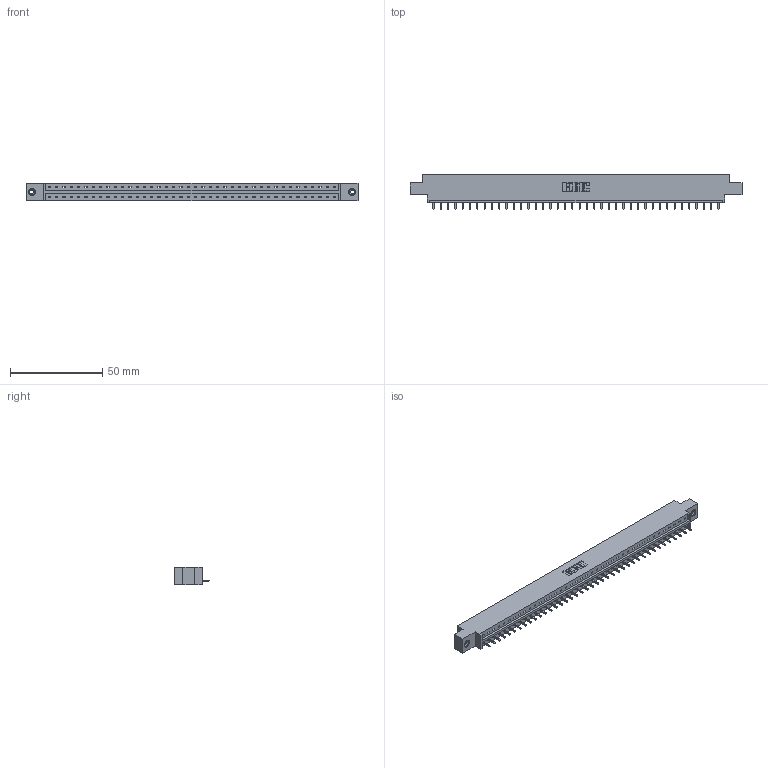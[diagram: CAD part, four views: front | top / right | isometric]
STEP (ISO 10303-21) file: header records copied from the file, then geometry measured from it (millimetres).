
FILE_DESCRIPTION (( 'STEP AP203' ), '1' );
FILE_NAME ('333-040-521-608.STEP', '2018-08-03T13:42:54', ( '' ), ( '' ), 'SwSTEP 2.0', 'SolidWorks 2016', '' );
FILE_SCHEMA (( 'CONFIG_CONTROL_DESIGN' ));
Length unit declared in the file: inch
Products named in the file (4): 333-040-521-608; 333 Part_Offset - .156 Dia - TI; 345-292-001_345-293-121; 345-250-001_345-250-003-102
Assembly tree (43 placements, depth 2):
  333-040-521-608
    333 Part_Offset - .156 Dia - TI
    345-292-001_345-293-121  x40
    345-250-001_345-250-003-102  x2
Bounding box: 180.04 x 19.06 x 9.4 mm (x, y, z)
Volume: 17751.3 mm3; surface area: 18945.4 mm2
Topology: 43 solids, 43 shells, 2498 faces, 7499 edges, 4938 vertices
Faces by surface type: plane 1786, cylinder 696, cone 12, torus 4
Entity records: 26048 total; most frequent: CARTESIAN_POINT 4477, ORIENTED_EDGE 4446, DIRECTION 3813, EDGE_CURVE 2223, VECTOR 2075, LINE 2075, VERTEX_POINT 1476, AXIS2_PLACEMENT_3D 869
